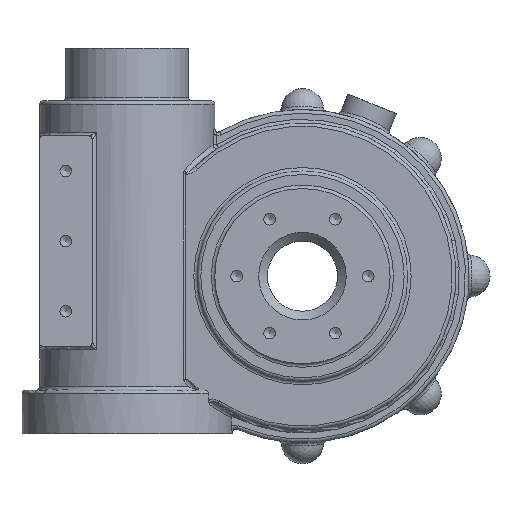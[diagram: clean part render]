
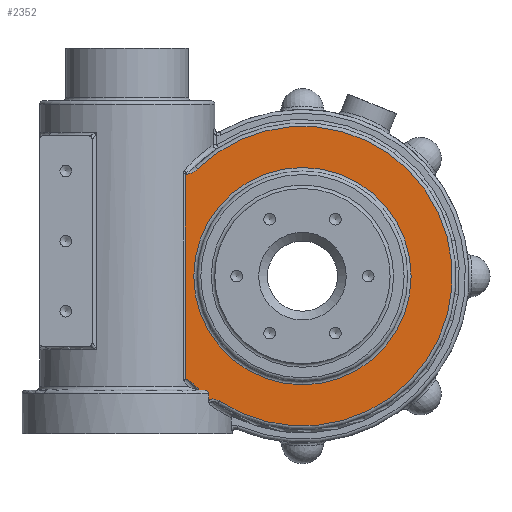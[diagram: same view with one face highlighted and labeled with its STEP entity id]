
A CAD part, front view. The second image highlights one B-rep face of the part: STEP entity #2352.
In plain terms, the highlighted planar face has unit normal (0, -1, 0).
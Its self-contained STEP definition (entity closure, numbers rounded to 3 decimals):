
#54=LINE('',#3802,#111);
#94=LINE('',#5163,#151);
#101=LINE('',#5434,#158);
#111=VECTOR('',#2834,2.395);
#151=VECTOR('',#3066,3.989);
#158=VECTOR('',#3165,117.398);
#182=B_SPLINE_CURVE_WITH_KNOTS('',3,(#3774,#3775,#3776,#3777,#3778,#3779,
#3780,#3781,#3782,#3783),.UNSPECIFIED.,.F.,.F.,(4,2,2,2,4),(1.04,
1.146,1.238,1.316,1.384),
 .UNSPECIFIED.);
#236=B_SPLINE_CURVE_WITH_KNOTS('',3,(#5416,#5417,#5418,#5419,#5420,#5421,
#5422),.UNSPECIFIED.,.F.,.F.,(4,1,1,1,4),(0.,0.265,0.397,
0.662,0.671),.UNSPECIFIED.);
#237=B_SPLINE_CURVE_WITH_KNOTS('',3,(#5426,#5427,#5428,#5429,#5430,#5431,
#5432),.UNSPECIFIED.,.F.,.F.,(4,1,1,1,4),(0.,0.114,0.227,
0.455,0.795),.UNSPECIFIED.);
#238=B_SPLINE_CURVE_WITH_KNOTS('',3,(#5436,#5437,#5438,#5439,#5440,#5441,
#5442,#5443,#5444,#5445),.UNSPECIFIED.,.F.,.F.,(4,2,2,2,4),(0.,0.261,
0.402,0.491,0.499),.UNSPECIFIED.);
#376=PLANE('',#2616);
#422=FACE_BOUND('',#754,.T.);
#560=FACE_OUTER_BOUND('',#753,.T.);
#753=EDGE_LOOP('',(#1992,#1993,#1994,#1995,#1996,#1997,#1998,#1999,#2000));
#754=EDGE_LOOP('',(#2001));
#989=CIRCLE('',#2615,62.);
#990=CIRCLE('',#2617,85.5);
#991=CIRCLE('',#2618,87.5);
#1081=VERTEX_POINT('',#3772);
#1082=VERTEX_POINT('',#3773);
#1085=VERTEX_POINT('',#3801);
#1192=VERTEX_POINT('',#5154);
#1212=VERTEX_POINT('',#5412);
#1213=VERTEX_POINT('',#5415);
#1214=VERTEX_POINT('',#5423);
#1215=VERTEX_POINT('',#5425);
#1216=VERTEX_POINT('',#5433);
#1217=VERTEX_POINT('',#5435);
#1319=EDGE_CURVE('',#1081,#1082,#182,.F.);
#1323=EDGE_CURVE('',#1085,#1082,#54,.T.);
#1474=EDGE_CURVE('',#1192,#1081,#94,.T.);
#1509=EDGE_CURVE('',#1212,#1212,#989,.T.);
#1510=EDGE_CURVE('',#1213,#1192,#236,.T.);
#1511=EDGE_CURVE('',#1214,#1213,#990,.T.);
#1512=EDGE_CURVE('',#1215,#1214,#237,.T.);
#1513=EDGE_CURVE('',#1216,#1215,#101,.T.);
#1514=EDGE_CURVE('',#1217,#1216,#238,.T.);
#1515=EDGE_CURVE('',#1217,#1085,#991,.T.);
#1992=ORIENTED_EDGE('',*,*,#1510,.F.);
#1993=ORIENTED_EDGE('',*,*,#1511,.F.);
#1994=ORIENTED_EDGE('',*,*,#1512,.F.);
#1995=ORIENTED_EDGE('',*,*,#1513,.F.);
#1996=ORIENTED_EDGE('',*,*,#1514,.F.);
#1997=ORIENTED_EDGE('',*,*,#1515,.T.);
#1998=ORIENTED_EDGE('',*,*,#1323,.T.);
#1999=ORIENTED_EDGE('',*,*,#1319,.F.);
#2000=ORIENTED_EDGE('',*,*,#1474,.F.);
#2001=ORIENTED_EDGE('',*,*,#1509,.F.);
#2352=ADVANCED_FACE('',(#560,#422),#376,.T.);
#2615=AXIS2_PLACEMENT_3D('',#5413,#3159,#3160);
#2616=AXIS2_PLACEMENT_3D('',#5414,#3161,#3162);
#2617=AXIS2_PLACEMENT_3D('',#5424,#3163,#3164);
#2618=AXIS2_PLACEMENT_3D('',#5446,#3166,#3167);
#2834=DIRECTION('',(1.,0.,0.));
#3066=DIRECTION('',(0.,0.,1.));
#3159=DIRECTION('center_axis',(0.,-1.,0.));
#3160=DIRECTION('ref_axis',(-1.,0.,0.));
#3161=DIRECTION('center_axis',(0.,-1.,0.));
#3162=DIRECTION('ref_axis',(0.,0.,-1.));
#3163=DIRECTION('center_axis',(0.,1.,0.));
#3164=DIRECTION('ref_axis',(0.995,0.,0.099));
#3165=DIRECTION('',(0.,0.,1.));
#3166=DIRECTION('center_axis',(0.,-1.,0.));
#3167=DIRECTION('ref_axis',(1.,0.,0.));
#3772=CARTESIAN_POINT('',(-53.567,-38.,-67.));
#3773=CARTESIAN_POINT('',(-56.182,-38.,-65.));
#3774=CARTESIAN_POINT('Ctrl Pts',(-56.182,-38.,-65.));
#3775=CARTESIAN_POINT('Ctrl Pts',(-55.828,-38.,-65.));
#3776=CARTESIAN_POINT('Ctrl Pts',(-55.409,-38.,-65.067));
#3777=CARTESIAN_POINT('Ctrl Pts',(-54.787,-38.,-65.287));
#3778=CARTESIAN_POINT('Ctrl Pts',(-54.465,-38.,-65.463));
#3779=CARTESIAN_POINT('Ctrl Pts',(-54.036,-38.,-65.83));
#3780=CARTESIAN_POINT('Ctrl Pts',(-53.84,-38.,-66.072));
#3781=CARTESIAN_POINT('Ctrl Pts',(-53.63,-38.,-66.51));
#3782=CARTESIAN_POINT('Ctrl Pts',(-53.567,-38.,-66.774));
#3783=CARTESIAN_POINT('Ctrl Pts',(-53.567,-38.,-67.));
#3801=CARTESIAN_POINT('',(-58.577,-38.,-65.));
#3802=CARTESIAN_POINT('',(-40.625,-38.,-65.));
#5154=CARTESIAN_POINT('',(-53.567,-38.,-70.989));
#5163=CARTESIAN_POINT('',(-53.567,-38.,-77.5));
#5412=CARTESIAN_POINT('',(62.,-38.,0.));
#5413=CARTESIAN_POINT('Origin',(0.,-38.,0.));
#5414=CARTESIAN_POINT('Origin',(73.75,-38.,0.));
#5415=CARTESIAN_POINT('',(-47.309,-38.,-71.219));
#5416=CARTESIAN_POINT('Ctrl Pts',(-47.309,-38.,-71.219));
#5417=CARTESIAN_POINT('Ctrl Pts',(-48.044,-38.,-70.731));
#5418=CARTESIAN_POINT('Ctrl Pts',(-49.29,-38.,-70.202));
#5419=CARTESIAN_POINT('Ctrl Pts',(-51.483,-38.,-69.971));
#5420=CARTESIAN_POINT('Ctrl Pts',(-52.869,-38.,-70.36));
#5421=CARTESIAN_POINT('Ctrl Pts',(-53.546,-38.,-70.967));
#5422=CARTESIAN_POINT('Ctrl Pts',(-53.568,-38.,-70.987));
#5423=CARTESIAN_POINT('',(-59.684,-38.,61.221));
#5424=CARTESIAN_POINT('Origin',(0.,-38.,0.));
#5425=CARTESIAN_POINT('',(-66.774,-38.,58.396));
#5426=CARTESIAN_POINT('Ctrl Pts',(-66.774,-38.,58.396));
#5427=CARTESIAN_POINT('Ctrl Pts',(-66.417,-38.,58.267));
#5428=CARTESIAN_POINT('Ctrl Pts',(-65.654,-38.,58.177));
#5429=CARTESIAN_POINT('Ctrl Pts',(-64.148,-38.,58.41));
#5430=CARTESIAN_POINT('Ctrl Pts',(-62.035,-38.,59.294));
#5431=CARTESIAN_POINT('Ctrl Pts',(-60.498,-38.,60.428));
#5432=CARTESIAN_POINT('Ctrl Pts',(-59.684,-38.,61.221));
#5433=CARTESIAN_POINT('',(-66.774,-38.,-59.002));
#5434=CARTESIAN_POINT('',(-66.774,-38.,17.5));
#5435=CARTESIAN_POINT('',(-63.062,-38.,-60.658));
#5436=CARTESIAN_POINT('Ctrl Pts',(-63.062,-38.,-60.658));
#5437=CARTESIAN_POINT('Ctrl Pts',(-63.664,-38.,-60.032));
#5438=CARTESIAN_POINT('Ctrl Pts',(-64.378,-38.,-59.522));
#5439=CARTESIAN_POINT('Ctrl Pts',(-65.433,-38.,-59.056));
#5440=CARTESIAN_POINT('Ctrl Pts',(-65.792,-38.,-58.955));
#5441=CARTESIAN_POINT('Ctrl Pts',(-66.318,-38.,-58.914));
#5442=CARTESIAN_POINT('Ctrl Pts',(-66.526,-38.,-58.926));
#5443=CARTESIAN_POINT('Ctrl Pts',(-66.737,-38.,-58.99));
#5444=CARTESIAN_POINT('Ctrl Pts',(-66.756,-38.,-58.996));
#5445=CARTESIAN_POINT('Ctrl Pts',(-66.774,-38.,-59.002));
#5446=CARTESIAN_POINT('Origin',(0.,-38.,0.));
